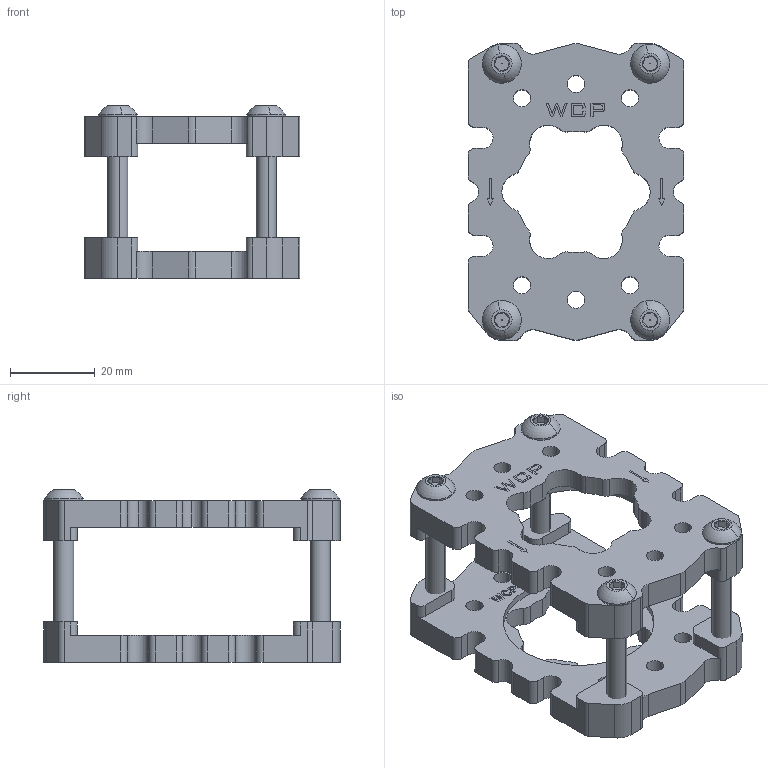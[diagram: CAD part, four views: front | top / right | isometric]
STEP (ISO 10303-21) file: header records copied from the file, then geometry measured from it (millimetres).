
FILE_DESCRIPTION (( 'STEP AP214' ), '1' );
FILE_NAME ('WCP-0591 Rev1.step', '2024-01-05T02:32:58', ( '' ), ( '' ), 'SwSTEP 2.0', 'SolidWorks 2022', '' );
FILE_SCHEMA (( 'AUTOMOTIVE_DESIGN' ));
Length unit declared in the file: inch
Products named in the file (4): WCP-0591-002 Rev1; WCP-0591-001 Rev1; WCP-0591 Rev1; 10-32 BHCS - No Thread_WCP-0257 - 1.500
Assembly tree (6 placements, depth 2):
  WCP-0591 Rev1
    WCP-0591-001 Rev1
    WCP-0591-002 Rev1
    10-32 BHCS - No Thread_WCP-0257 - 1.500  x4
Bounding box: 50.8 x 69.85 x 40.67 mm (x, y, z)
Volume: 34531.1 mm3; surface area: 20286.2 mm2
Topology: 6 solids, 6 shells, 730 faces, 1950 edges, 1272 vertices
Faces by surface type: plane 336, cylinder 212, bspline 122, cone 44, torus 16
Entity records: 27489 total; most frequent: CARTESIAN_POINT 10801, ORIENTED_EDGE 3554, DIRECTION 3013, EDGE_CURVE 1777, VERTEX_POINT 1179, LINE 1099, VECTOR 1099, AXIS2_PLACEMENT_3D 957
